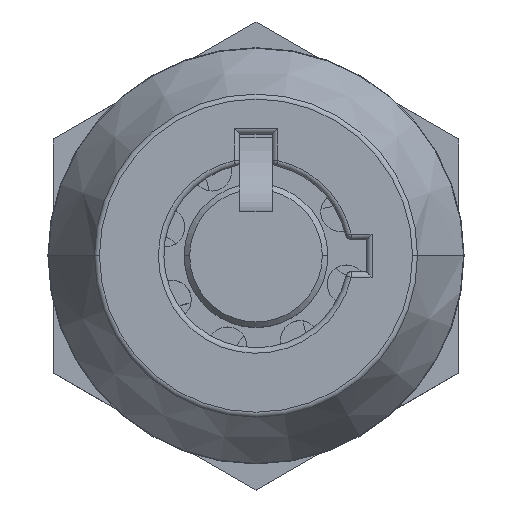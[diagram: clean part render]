
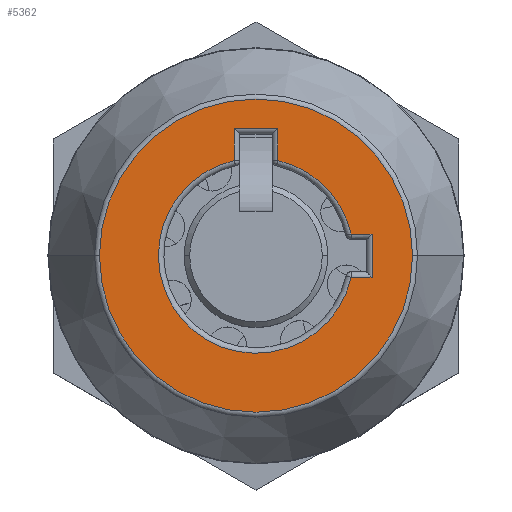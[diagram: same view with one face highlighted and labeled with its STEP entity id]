
A CAD part, top view. The second image highlights one B-rep face of the part: STEP entity #5362.
In plain terms, the highlighted planar face has unit normal (0, 0, 1).
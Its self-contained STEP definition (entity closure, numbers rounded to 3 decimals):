
#18 = DIRECTION ( 'NONE',  ( 1., 0., 0. ) ) ;
#112 = VERTEX_POINT ( 'NONE', #6821 ) ;
#135 = LINE ( 'NONE', #8448, #6749 ) ;
#321 = CARTESIAN_POINT ( 'NONE',  ( 6.3, 5.3, 0.3 ) ) ;
#436 = VECTOR ( 'NONE', #4037, 1000. ) ;
#513 = VERTEX_POINT ( 'NONE', #8723 ) ;
#789 = ORIENTED_EDGE ( 'NONE', *, *, #8785, .T. ) ;
#885 = AXIS2_PLACEMENT_3D ( 'NONE', #2740, #8195, #7245 ) ;
#970 = DIRECTION ( 'NONE',  ( 0., 0., 1. ) ) ;
#1119 = CARTESIAN_POINT ( 'NONE',  ( 6.3, 1.175, 0.3 ) ) ;
#1179 = VERTEX_POINT ( 'NONE', #3540 ) ;
#1275 = LINE ( 'NONE', #321, #3543 ) ;
#1432 = CARTESIAN_POINT ( 'NONE',  ( 0., 0., 0.3 ) ) ;
#1721 = DIRECTION ( 'NONE',  ( -1., 0., 0. ) ) ;
#1733 = VECTOR ( 'NONE', #2731, 1000. ) ;
#1772 = DIRECTION ( 'NONE',  ( -1., 0., 0. ) ) ;
#1822 = ORIENTED_EDGE ( 'NONE', *, *, #6872, .T. ) ;
#1907 = VERTEX_POINT ( 'NONE', #8652 ) ;
#1923 = CARTESIAN_POINT ( 'NONE',  ( 0., 0., 0.3 ) ) ;
#2146 = EDGE_CURVE ( 'NONE', #5473, #1907, #7063, .T. ) ;
#2155 = ORIENTED_EDGE ( 'NONE', *, *, #2974, .T. ) ;
#2206 = ORIENTED_EDGE ( 'NONE', *, *, #6661, .T. ) ;
#2410 = ORIENTED_EDGE ( 'NONE', *, *, #2598, .T. ) ;
#2413 = VERTEX_POINT ( 'NONE', #7235 ) ;
#2518 = ORIENTED_EDGE ( 'NONE', *, *, #5982, .T. ) ;
#2598 = EDGE_CURVE ( 'NONE', #6859, #2413, #7965, .T. ) ;
#2605 = FACE_BOUND ( 'NONE', #3690, .T. ) ;
#2642 = EDGE_LOOP ( 'NONE', ( #2206, #6811 ) ) ;
#2667 = CARTESIAN_POINT ( 'NONE',  ( 0., -1.175, 0.3 ) ) ;
#2722 = DIRECTION ( 'NONE',  ( 0., 0., -1. ) ) ;
#2731 = DIRECTION ( 'NONE',  ( 0., 1., 0. ) ) ;
#2740 = CARTESIAN_POINT ( 'NONE',  ( 0., 0., 0.3 ) ) ;
#2775 = CARTESIAN_POINT ( 'NONE',  ( -1.175, 5.168, 0.3 ) ) ;
#2838 = FACE_OUTER_BOUND ( 'NONE', #2642, .T. ) ;
#2974 = EDGE_CURVE ( 'NONE', #5698, #1179, #1275, .T. ) ;
#3077 = AXIS2_PLACEMENT_3D ( 'NONE', #3669, #2722, #1772 ) ;
#3098 = DIRECTION ( 'NONE',  ( 1., 0., 0. ) ) ;
#3540 = CARTESIAN_POINT ( 'NONE',  ( 6.3, -1.175, 0.3 ) ) ;
#3543 = VECTOR ( 'NONE', #8639, 1000. ) ;
#3619 = LINE ( 'NONE', #2667, #6594 ) ;
#3669 = CARTESIAN_POINT ( 'NONE',  ( 0., 5.3, 0.3 ) ) ;
#3681 = CARTESIAN_POINT ( 'NONE',  ( -1.175, 6.6, 0.3 ) ) ;
#3690 = EDGE_LOOP ( 'NONE', ( #2155, #6138, #7281, #2518, #1822, #2410, #6730, #789 ) ) ;
#4029 = VERTEX_POINT ( 'NONE', #7269 ) ;
#4037 = DIRECTION ( 'NONE',  ( 1., 0., 0. ) ) ;
#4055 = DIRECTION ( 'NONE',  ( 0., 0., 1. ) ) ;
#4429 = CIRCLE ( 'NONE', #885, 8.5 ) ;
#4560 = AXIS2_PLACEMENT_3D ( 'NONE', #1923, #970, #18 ) ;
#4618 = PLANE ( 'NONE',  #3077 ) ;
#4629 = LINE ( 'NONE', #3681, #1733 ) ;
#4981 = CARTESIAN_POINT ( 'NONE',  ( 0., 1.175, 0.3 ) ) ;
#5271 = EDGE_CURVE ( 'NONE', #1179, #1907, #3619, .T. ) ;
#5362 = ADVANCED_FACE ( 'NONE', ( #2605, #2838 ), #4618, .F. ) ;
#5473 = VERTEX_POINT ( 'NONE', #2775 ) ;
#5500 = AXIS2_PLACEMENT_3D ( 'NONE', #1432, #4055, #3098 ) ;
#5618 = CARTESIAN_POINT ( 'NONE',  ( -8.5, 0., 0.3 ) ) ;
#5621 = EDGE_CURVE ( 'NONE', #6528, #112, #4429, .T. ) ;
#5698 = VERTEX_POINT ( 'NONE', #1119 ) ;
#5807 = VECTOR ( 'NONE', #6079, 1000. ) ;
#5834 = CARTESIAN_POINT ( 'NONE',  ( 1.175, 6.9, 0.3 ) ) ;
#5982 = EDGE_CURVE ( 'NONE', #5473, #4029, #4629, .T. ) ;
#6037 = CIRCLE ( 'NONE', #4560, 5.3 ) ;
#6079 = DIRECTION ( 'NONE',  ( 0., -1., 0. ) ) ;
#6138 = ORIENTED_EDGE ( 'NONE', *, *, #5271, .T. ) ;
#6528 = VERTEX_POINT ( 'NONE', #5618 ) ;
#6594 = VECTOR ( 'NONE', #1721, 1000. ) ;
#6661 = EDGE_CURVE ( 'NONE', #112, #6528, #8749, .T. ) ;
#6730 = ORIENTED_EDGE ( 'NONE', *, *, #8189, .F. ) ;
#6749 = VECTOR ( 'NONE', #7501, 1000. ) ;
#6811 = ORIENTED_EDGE ( 'NONE', *, *, #5621, .T. ) ;
#6821 = CARTESIAN_POINT ( 'NONE',  ( 8.5, 0., 0.3 ) ) ;
#6853 = DIRECTION ( 'NONE',  ( 1., 0., 0. ) ) ;
#6859 = VERTEX_POINT ( 'NONE', #5834 ) ;
#6867 = LINE ( 'NONE', #4981, #436 ) ;
#6872 = EDGE_CURVE ( 'NONE', #4029, #6859, #135, .T. ) ;
#7020 = CARTESIAN_POINT ( 'NONE',  ( 1.175, 5.227, 0.3 ) ) ;
#7063 = CIRCLE ( 'NONE', #8731, 5.3 ) ;
#7235 = CARTESIAN_POINT ( 'NONE',  ( 1.175, 5.168, 0.3 ) ) ;
#7245 = DIRECTION ( 'NONE',  ( 1., 0., 0. ) ) ;
#7269 = CARTESIAN_POINT ( 'NONE',  ( -1.175, 6.9, 0.3 ) ) ;
#7281 = ORIENTED_EDGE ( 'NONE', *, *, #2146, .F. ) ;
#7501 = DIRECTION ( 'NONE',  ( 1., 0., 0. ) ) ;
#7804 = DIRECTION ( 'NONE',  ( 0., 0., 1. ) ) ;
#7965 = LINE ( 'NONE', #7020, #5807 ) ;
#8189 = EDGE_CURVE ( 'NONE', #513, #2413, #6037, .T. ) ;
#8195 = DIRECTION ( 'NONE',  ( 0., 0., 1. ) ) ;
#8448 = CARTESIAN_POINT ( 'NONE',  ( 0.875, 6.9, 0.3 ) ) ;
#8639 = DIRECTION ( 'NONE',  ( 0., -1., 0. ) ) ;
#8652 = CARTESIAN_POINT ( 'NONE',  ( 5.168, -1.175, 0.3 ) ) ;
#8723 = CARTESIAN_POINT ( 'NONE',  ( 5.168, 1.175, 0.3 ) ) ;
#8731 = AXIS2_PLACEMENT_3D ( 'NONE', #8763, #7804, #6853 ) ;
#8749 = CIRCLE ( 'NONE', #5500, 8.5 ) ;
#8763 = CARTESIAN_POINT ( 'NONE',  ( 0., 0., 0.3 ) ) ;
#8785 = EDGE_CURVE ( 'NONE', #513, #5698, #6867, .T. ) ;
